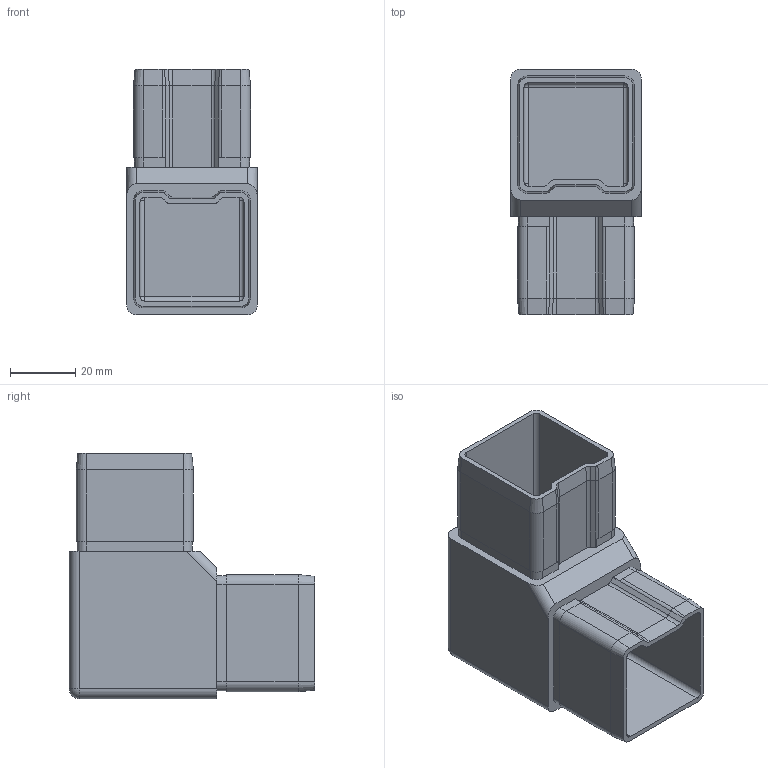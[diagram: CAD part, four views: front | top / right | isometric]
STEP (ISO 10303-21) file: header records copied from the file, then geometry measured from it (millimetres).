
FILE_DESCRIPTION (( 'STEP AP203' ), '1' );
FILE_NAME ('10124040-V2A.step', '2020-03-09T08:49:58', ( '' ), ( '' ), 'SwSTEP 2.0', 'SolidWorks 2015', '' );
FILE_SCHEMA (( 'CONFIG_CONTROL_DESIGN' ));
Length unit declared in the file: millimetre
Products named in the file (2): 10124040-V2A
Bounding box: 40 x 75 x 75 mm (x, y, z)
Volume: 44273.3 mm3; surface area: 30927 mm2
Topology: 1 solids, 1 shells, 595 faces, 1524 edges, 974 vertices
Faces by surface type: plane 349, bspline 154, cylinder 68, cone 16, sphere 8
Entity records: 26671 total; most frequent: CARTESIAN_POINT 13159, ORIENTED_EDGE 3032, DIRECTION 2220, EDGE_CURVE 1516, LINE 1062, VECTOR 1062, VERTEX_POINT 974, EDGE_LOOP 648
